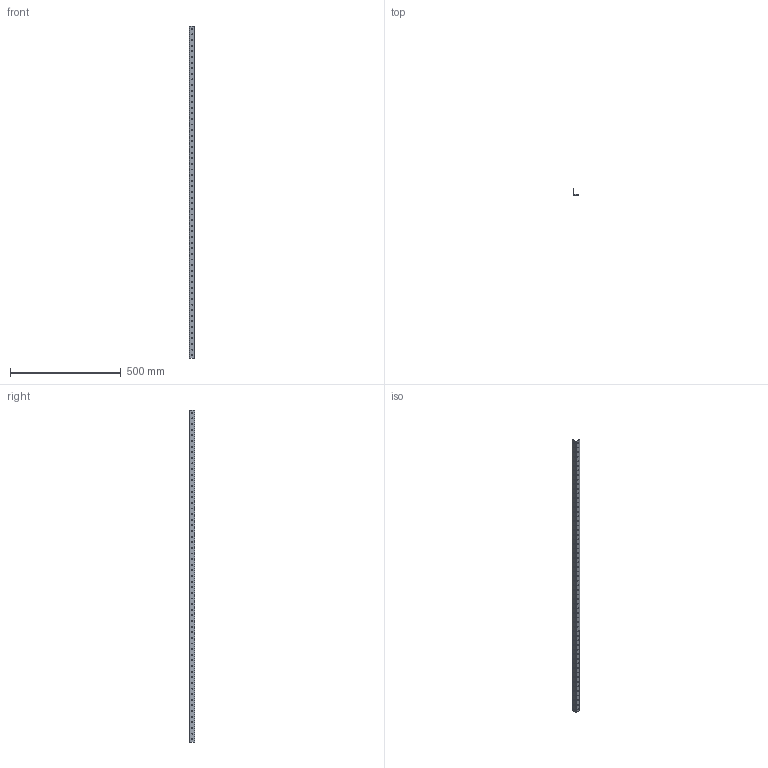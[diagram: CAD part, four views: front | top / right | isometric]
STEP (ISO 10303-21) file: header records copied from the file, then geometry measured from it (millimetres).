
FILE_DESCRIPTION (( 'STEP AP214' ), '1' );
FILE_NAME ('WCP-0880 Rev1.step', '2022-11-30T02:24:16', ( '' ), ( '' ), 'SwSTEP 2.0', 'SolidWorks 2020', '' );
FILE_SCHEMA (( 'AUTOMOTIVE_DESIGN' ));
Length unit declared in the file: inch
Products named in the file (1): WCP-0880 Rev1
Bounding box: 25.4 x 25.4 x 1498.6 mm (x, y, z)
Volume: 159670.6 mm3; surface area: 150260.9 mm2
Topology: 1 solids, 1 shells, 250 faces, 744 edges, 496 vertices
Faces by surface type: cylinder 238, plane 12
Entity records: 9196 total; most frequent: DIRECTION 1722, CARTESIAN_POINT 1491, ORIENTED_EDGE 1488, EDGE_CURVE 744, AXIS2_PLACEMENT_3D 727, VERTEX_POINT 496, EDGE_LOOP 486, CIRCLE 476
